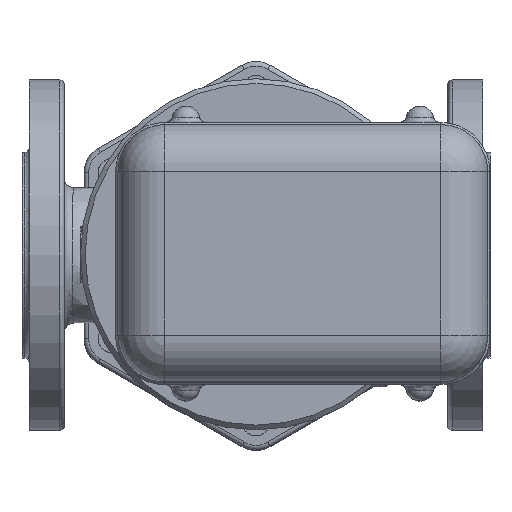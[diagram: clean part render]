
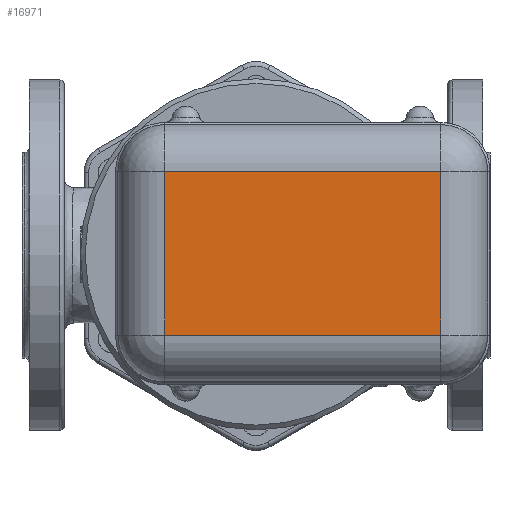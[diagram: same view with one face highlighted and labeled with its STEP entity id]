
A CAD part, top view. The second image highlights one B-rep face of the part: STEP entity #16971.
In plain terms, the highlighted planar face has unit normal (0, 0, 1).
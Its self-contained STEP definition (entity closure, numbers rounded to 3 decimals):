
#11354=CARTESIAN_POINT('',(-39.,-35.,635.));
#11355=VERTEX_POINT('',#11354);
#11381=CARTESIAN_POINT('',(-39.,35.,635.));
#11382=VERTEX_POINT('',#11381);
#11383=CARTESIAN_POINT('',(-39.,-35.,635.));
#11384=DIRECTION('',(0.0,1.0,0.0));
#11385=VECTOR('',#11384,70.);
#11386=LINE('',#11383,#11385);
#11387=EDGE_CURVE('',#11355,#11382,#11386,.T.);
#16764=CARTESIAN_POINT('',(79.0,35.,635.));
#16765=VERTEX_POINT('',#16764);
#16766=CARTESIAN_POINT('',(-39.,35.,635.));
#16767=DIRECTION('',(1.0,0.0,0.0));
#16768=VECTOR('',#16767,118.);
#16769=LINE('',#16766,#16768);
#16770=EDGE_CURVE('',#11382,#16765,#16769,.T.);
#16804=CARTESIAN_POINT('',(79.0,-35.,635.));
#16805=VERTEX_POINT('',#16804);
#16806=CARTESIAN_POINT('',(79.0,35.,635.));
#16807=DIRECTION('',(0.0,-1.0,0.0));
#16808=VECTOR('',#16807,70.);
#16809=LINE('',#16806,#16808);
#16810=EDGE_CURVE('',#16765,#16805,#16809,.T.);
#16844=CARTESIAN_POINT('',(79.0,-35.,635.));
#16845=DIRECTION('',(-1.0,0.0,0.0));
#16846=VECTOR('',#16845,118.);
#16847=LINE('',#16844,#16846);
#16848=EDGE_CURVE('',#16805,#11355,#16847,.T.);
#16960=CARTESIAN_POINT('',(20.,0.,635.));
#16961=DIRECTION('',(0.0,0.0,1.0));
#16962=DIRECTION('',(1.0,0.0,0.0));
#16963=AXIS2_PLACEMENT_3D('',#16960,#16961,#16962);
#16964=PLANE('',#16963);
#16965=ORIENTED_EDGE('',*,*,#16770,.F.);
#16966=ORIENTED_EDGE('',*,*,#11387,.F.);
#16967=ORIENTED_EDGE('',*,*,#16848,.F.);
#16968=ORIENTED_EDGE('',*,*,#16810,.F.);
#16969=EDGE_LOOP('',(#16965,#16966,#16967,#16968));
#16970=FACE_OUTER_BOUND('',#16969,.T.);
#16971=ADVANCED_FACE('',(#16970),#16964,.T.);
